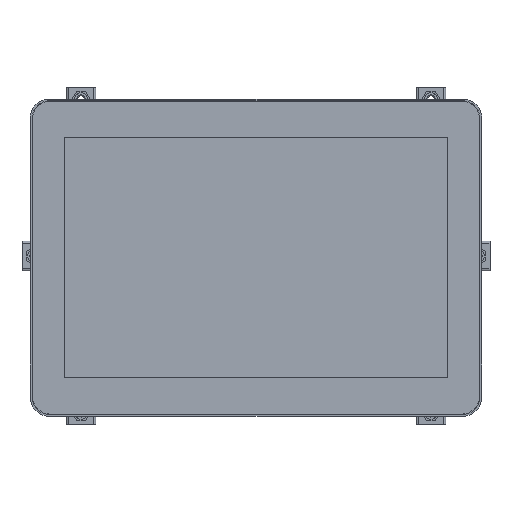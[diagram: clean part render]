
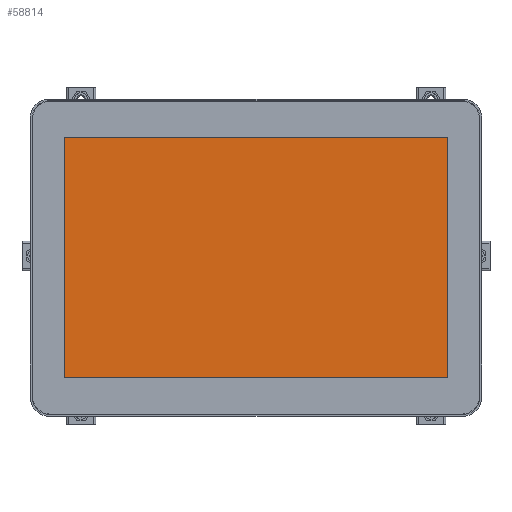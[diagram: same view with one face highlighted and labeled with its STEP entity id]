
A CAD part, top view. The second image highlights one B-rep face of the part: STEP entity #58814.
In plain terms, the highlighted planar face has unit normal (0, 0, 1).
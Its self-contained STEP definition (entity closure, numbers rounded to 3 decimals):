
#3813 = VECTOR ( 'NONE', #20950, 1000. ) ;
#6477 = VERTEX_POINT ( 'NONE', #13139 ) ;
#12134 = VERTEX_POINT ( 'NONE', #67109 ) ;
#12262 = LINE ( 'NONE', #39269, #62927 ) ;
#13000 = EDGE_LOOP ( 'NONE', ( #25700, #35652, #39183, #32989 ) ) ;
#13139 = CARTESIAN_POINT ( 'NONE',  ( -109.08, 68.4, 4.185 ) ) ;
#18923 = AXIS2_PLACEMENT_3D ( 'NONE', #41227, #21475, #59710 ) ;
#20532 = LINE ( 'NONE', #73338, #3813 ) ;
#20950 = DIRECTION ( 'NONE',  ( 0., -1., 0. ) ) ;
#21475 = DIRECTION ( 'NONE',  ( 0., 0., 1. ) ) ;
#25118 = DIRECTION ( 'NONE',  ( -1., 0., 0. ) ) ;
#25259 = VERTEX_POINT ( 'NONE', #44629 ) ;
#25700 = ORIENTED_EDGE ( 'NONE', *, *, #28586, .T. ) ;
#28586 = EDGE_CURVE ( 'NONE', #68482, #25259, #54781, .T. ) ;
#32989 = ORIENTED_EDGE ( 'NONE', *, *, #66669, .T. ) ;
#33376 = VECTOR ( 'NONE', #79270, 1000. ) ;
#35652 = ORIENTED_EDGE ( 'NONE', *, *, #74215, .T. ) ;
#39183 = ORIENTED_EDGE ( 'NONE', *, *, #83702, .T. ) ;
#39269 = CARTESIAN_POINT ( 'NONE',  ( 109.08, 68.4, 4.185 ) ) ;
#39759 = LINE ( 'NONE', #78850, #33376 ) ;
#41227 = CARTESIAN_POINT ( 'NONE',  ( 0., 0., 4.185 ) ) ;
#44629 = CARTESIAN_POINT ( 'NONE',  ( 109.08, 68.4, 4.185 ) ) ;
#49933 = CARTESIAN_POINT ( 'NONE',  ( 109.08, -68.4, 4.185 ) ) ;
#50470 = VECTOR ( 'NONE', #61215, 1000. ) ;
#54781 = LINE ( 'NONE', #67243, #50470 ) ;
#58814 = ADVANCED_FACE ( 'NONE', ( #80308 ), #73880, .T. ) ;
#59710 = DIRECTION ( 'NONE',  ( -1., 0., 0. ) ) ;
#61215 = DIRECTION ( 'NONE',  ( 0., 1., 0. ) ) ;
#62927 = VECTOR ( 'NONE', #25118, 1000. ) ;
#66669 = EDGE_CURVE ( 'NONE', #12134, #68482, #39759, .T. ) ;
#67109 = CARTESIAN_POINT ( 'NONE',  ( -109.08, -68.4, 4.185 ) ) ;
#67243 = CARTESIAN_POINT ( 'NONE',  ( 109.08, -68.4, 4.185 ) ) ;
#68482 = VERTEX_POINT ( 'NONE', #49933 ) ;
#73338 = CARTESIAN_POINT ( 'NONE',  ( -109.08, -68.4, 4.185 ) ) ;
#73880 = PLANE ( 'NONE',  #18923 ) ;
#74215 = EDGE_CURVE ( 'NONE', #25259, #6477, #12262, .T. ) ;
#78850 = CARTESIAN_POINT ( 'NONE',  ( 109.08, -68.4, 4.185 ) ) ;
#79270 = DIRECTION ( 'NONE',  ( 1., 0., 0. ) ) ;
#80308 = FACE_OUTER_BOUND ( 'NONE', #13000, .T. ) ;
#83702 = EDGE_CURVE ( 'NONE', #6477, #12134, #20532, .T. ) ;
